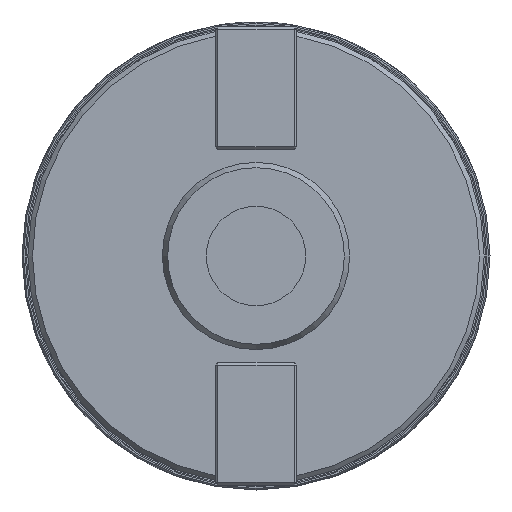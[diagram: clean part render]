
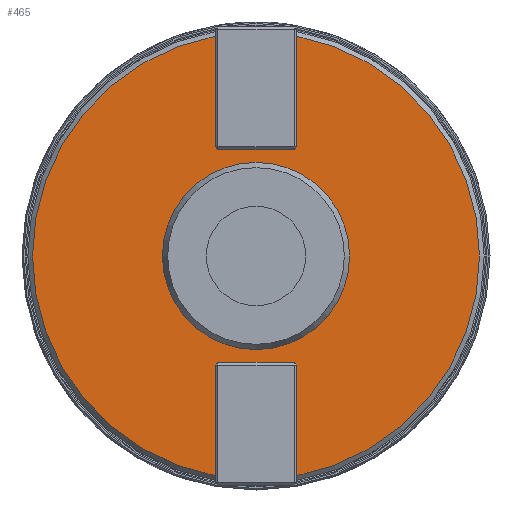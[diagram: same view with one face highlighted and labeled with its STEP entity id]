
A CAD part, left-side view. The second image highlights one B-rep face of the part: STEP entity #465.
In plain terms, the highlighted planar face has unit normal (-1, 0, 0).
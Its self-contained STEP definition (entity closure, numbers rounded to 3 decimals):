
#67=LINE('',#2793,#187);
#68=LINE('',#2795,#188);
#69=LINE('',#2797,#189);
#70=LINE('',#2799,#190);
#71=LINE('',#2801,#191);
#72=LINE('',#2802,#192);
#73=LINE('',#2804,#193);
#74=LINE('',#2806,#194);
#75=LINE('',#2808,#195);
#76=LINE('',#2810,#196);
#187=VECTOR('',#1791,1.);
#188=VECTOR('',#1792,1.);
#189=VECTOR('',#1793,1.);
#190=VECTOR('',#1794,1.);
#191=VECTOR('',#1795,1.);
#192=VECTOR('',#1796,1.);
#193=VECTOR('',#1797,1.);
#194=VECTOR('',#1798,1.);
#195=VECTOR('',#1799,1.);
#196=VECTOR('',#1800,1.);
#348=FACE_BOUND('',#665,.T.);
#349=FACE_BOUND('',#666,.T.);
#374=PLANE('',#1549);
#465=ADVANCED_FACE('',(#348,#349),#374,.F.);
#665=EDGE_LOOP('',(#907,#908,#909,#910,#911,#912,#913,#914,#915,#916,#917,
#918));
#666=EDGE_LOOP('',(#919));
#907=ORIENTED_EDGE('',*,*,#1255,.T.);
#908=ORIENTED_EDGE('',*,*,#1342,.T.);
#909=ORIENTED_EDGE('',*,*,#1343,.T.);
#910=ORIENTED_EDGE('',*,*,#1344,.T.);
#911=ORIENTED_EDGE('',*,*,#1345,.T.);
#912=ORIENTED_EDGE('',*,*,#1346,.T.);
#913=ORIENTED_EDGE('',*,*,#1339,.T.);
#914=ORIENTED_EDGE('',*,*,#1347,.T.);
#915=ORIENTED_EDGE('',*,*,#1348,.T.);
#916=ORIENTED_EDGE('',*,*,#1349,.T.);
#917=ORIENTED_EDGE('',*,*,#1350,.T.);
#918=ORIENTED_EDGE('',*,*,#1351,.T.);
#919=ORIENTED_EDGE('',*,*,#1352,.F.);
#1133=VERTEX_POINT('',#2009);
#1134=VERTEX_POINT('',#2011);
#1201=VERTEX_POINT('',#2782);
#1202=VERTEX_POINT('',#2783);
#1203=VERTEX_POINT('',#2794);
#1204=VERTEX_POINT('',#2796);
#1205=VERTEX_POINT('',#2798);
#1206=VERTEX_POINT('',#2800);
#1207=VERTEX_POINT('',#2803);
#1208=VERTEX_POINT('',#2805);
#1209=VERTEX_POINT('',#2807);
#1210=VERTEX_POINT('',#2809);
#1211=VERTEX_POINT('',#2812);
#1255=EDGE_CURVE('',#1134,#1133,#1443,.T.);
#1339=EDGE_CURVE('',#1201,#1202,#1465,.T.);
#1342=EDGE_CURVE('',#1133,#1203,#67,.T.);
#1343=EDGE_CURVE('',#1203,#1204,#68,.T.);
#1344=EDGE_CURVE('',#1204,#1205,#69,.T.);
#1345=EDGE_CURVE('',#1205,#1206,#70,.T.);
#1346=EDGE_CURVE('',#1206,#1201,#71,.T.);
#1347=EDGE_CURVE('',#1202,#1207,#72,.T.);
#1348=EDGE_CURVE('',#1207,#1208,#73,.T.);
#1349=EDGE_CURVE('',#1208,#1209,#74,.T.);
#1350=EDGE_CURVE('',#1209,#1210,#75,.T.);
#1351=EDGE_CURVE('',#1210,#1134,#76,.T.);
#1352=EDGE_CURVE('',#1211,#1211,#1466,.T.);
#1443=CIRCLE('',#1472,38.2);
#1465=CIRCLE('',#1546,38.2);
#1466=CIRCLE('',#1548,16.);
#1472=AXIS2_PLACEMENT_3D('',#2010,#1611,#1612);
#1546=AXIS2_PLACEMENT_3D('',#2781,#1787,#1788);
#1548=AXIS2_PLACEMENT_3D('',#2811,#1801,#1802);
#1549=AXIS2_PLACEMENT_3D('',#2813,#1803,#1804);
#1611=DIRECTION('',(-1.,0.,0.));
#1612=DIRECTION('',(0.,0.,-1.));
#1787=DIRECTION('',(-1.,0.,0.));
#1788=DIRECTION('',(0.,0.,-1.));
#1791=DIRECTION('',(0.,0.,1.));
#1792=DIRECTION('',(0.,-0.707,0.707));
#1793=DIRECTION('',(0.,-1.,0.));
#1794=DIRECTION('',(0.,-0.707,-0.707));
#1795=DIRECTION('',(0.,0.,-1.));
#1796=DIRECTION('',(0.,0.,-1.));
#1797=DIRECTION('',(0.,0.707,-0.707));
#1798=DIRECTION('',(0.,1.,0.));
#1799=DIRECTION('',(0.,0.707,0.707));
#1800=DIRECTION('',(0.,0.,1.));
#1801=DIRECTION('',(-1.,0.,0.));
#1802=DIRECTION('',(0.,0.,-1.));
#1803=DIRECTION('',(1.,0.,0.));
#1804=DIRECTION('',(0.,0.,-1.));
#2009=CARTESIAN_POINT('',(24.,7.,-37.553));
#2010=CARTESIAN_POINT('',(24.,0.,0.));
#2011=CARTESIAN_POINT('',(24.,7.,37.553));
#2781=CARTESIAN_POINT('',(24.,0.,0.));
#2782=CARTESIAN_POINT('',(24.,-7.,-37.553));
#2783=CARTESIAN_POINT('',(24.,-7.,37.553));
#2793=CARTESIAN_POINT('',(24.,7.,0.));
#2794=CARTESIAN_POINT('',(24.,7.,-18.7));
#2795=CARTESIAN_POINT('',(24.,2.9,-14.6));
#2796=CARTESIAN_POINT('',(24.,6.5,-18.2));
#2797=CARTESIAN_POINT('',(24.,17.499,-18.2));
#2798=CARTESIAN_POINT('',(24.,-6.5,-18.2));
#2799=CARTESIAN_POINT('',(24.,14.6,2.9));
#2800=CARTESIAN_POINT('',(24.,-7.,-18.7));
#2801=CARTESIAN_POINT('',(24.,-7.,0.));
#2802=CARTESIAN_POINT('',(24.,-7.,0.));
#2803=CARTESIAN_POINT('',(24.,-7.,18.7));
#2804=CARTESIAN_POINT('',(24.,14.6,-2.9));
#2805=CARTESIAN_POINT('',(24.,-6.5,18.2));
#2806=CARTESIAN_POINT('',(24.,17.499,18.2));
#2807=CARTESIAN_POINT('',(24.,6.5,18.2));
#2808=CARTESIAN_POINT('',(24.,2.9,14.6));
#2809=CARTESIAN_POINT('',(24.,7.,18.7));
#2810=CARTESIAN_POINT('',(24.,7.,0.));
#2811=CARTESIAN_POINT('',(24.,0.,0.));
#2812=CARTESIAN_POINT('',(24.,0.,-16.));
#2813=CARTESIAN_POINT('',(24.,17.499,0.));
